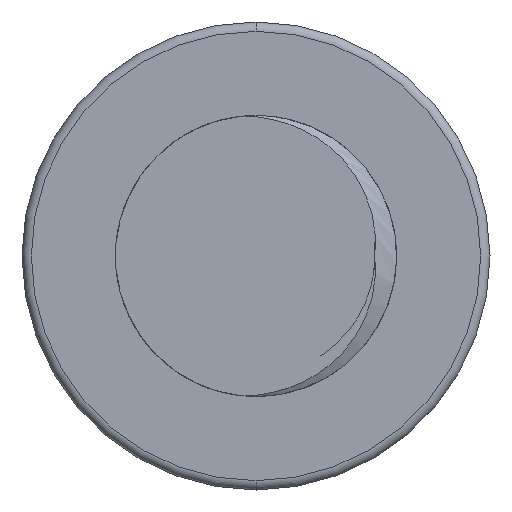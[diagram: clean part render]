
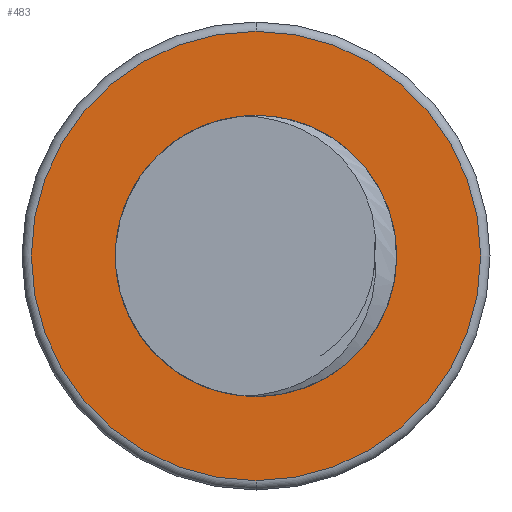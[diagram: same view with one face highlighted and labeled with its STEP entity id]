
A CAD part, front view. The second image highlights one B-rep face of the part: STEP entity #483.
In plain terms, the highlighted planar face has unit normal (0, -1, 0).
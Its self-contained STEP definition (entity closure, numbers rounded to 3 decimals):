
#53 = EDGE_LOOP ( 'NONE', ( #895, #5382 ) ) ;
#89 = DIRECTION ( 'NONE',  ( 0., -1., 0. ) ) ;
#112 = CARTESIAN_POINT ( 'NONE',  ( 0., 0., 0. ) ) ;
#171 = EDGE_CURVE ( 'NONE', #3483, #2905, #2154, .T. ) ;
#191 = AXIS2_PLACEMENT_3D ( 'NONE', #2009, #4318, #1186 ) ;
#483 = ADVANCED_FACE ( 'NONE', ( #3708, #497 ), #1058, .F. ) ;
#497 = FACE_BOUND ( 'NONE', #53, .T. ) ;
#530 = CARTESIAN_POINT ( 'NONE',  ( 0., 0., 0. ) ) ;
#895 = ORIENTED_EDGE ( 'NONE', *, *, #1092, .T. ) ;
#1058 = PLANE ( 'NONE',  #4329 ) ;
#1092 = EDGE_CURVE ( 'NONE', #2905, #3483, #4522, .T. ) ;
#1186 = DIRECTION ( 'NONE',  ( 0., 0., 1. ) ) ;
#1718 = EDGE_CURVE ( 'NONE', #4343, #4509, #5362, .T. ) ;
#1814 = CARTESIAN_POINT ( 'NONE',  ( 0., 0., 2.397 ) ) ;
#2009 = CARTESIAN_POINT ( 'NONE',  ( 0., 0., 0. ) ) ;
#2149 = AXIS2_PLACEMENT_3D ( 'NONE', #112, #5442, #4619 ) ;
#2154 = CIRCLE ( 'NONE', #2625, 1.5 ) ;
#2371 = CARTESIAN_POINT ( 'NONE',  ( 0., 0., -1.5 ) ) ;
#2512 = CARTESIAN_POINT ( 'NONE',  ( 0., 0., 0. ) ) ;
#2586 = CIRCLE ( 'NONE', #5036, 2.397 ) ;
#2625 = AXIS2_PLACEMENT_3D ( 'NONE', #2512, #5598, #4789 ) ;
#2751 = DIRECTION ( 'NONE',  ( 0., 1., 0. ) ) ;
#2905 = VERTEX_POINT ( 'NONE', #5046 ) ;
#3483 = VERTEX_POINT ( 'NONE', #2371 ) ;
#3708 = FACE_OUTER_BOUND ( 'NONE', #5589, .T. ) ;
#3850 = CARTESIAN_POINT ( 'NONE',  ( 0., 0., -2.397 ) ) ;
#4025 = EDGE_CURVE ( 'NONE', #4509, #4343, #2586, .T. ) ;
#4210 = DIRECTION ( 'NONE',  ( 0., 0., 1. ) ) ;
#4318 = DIRECTION ( 'NONE',  ( 0., 1., 0. ) ) ;
#4329 = AXIS2_PLACEMENT_3D ( 'NONE', #5024, #2751, #4210 ) ;
#4343 = VERTEX_POINT ( 'NONE', #3850 ) ;
#4509 = VERTEX_POINT ( 'NONE', #1814 ) ;
#4522 = CIRCLE ( 'NONE', #191, 1.5 ) ;
#4619 = DIRECTION ( 'NONE',  ( 0., 0., 1. ) ) ;
#4715 = ORIENTED_EDGE ( 'NONE', *, *, #1718, .T. ) ;
#4789 = DIRECTION ( 'NONE',  ( 0., 0., 1. ) ) ;
#5024 = CARTESIAN_POINT ( 'NONE',  ( 0., 0., 0. ) ) ;
#5036 = AXIS2_PLACEMENT_3D ( 'NONE', #530, #89, #5481 ) ;
#5046 = CARTESIAN_POINT ( 'NONE',  ( 0., 0., 1.5 ) ) ;
#5362 = CIRCLE ( 'NONE', #2149, 2.397 ) ;
#5382 = ORIENTED_EDGE ( 'NONE', *, *, #171, .T. ) ;
#5442 = DIRECTION ( 'NONE',  ( 0., -1., 0. ) ) ;
#5481 = DIRECTION ( 'NONE',  ( 0., 0., 1. ) ) ;
#5589 = EDGE_LOOP ( 'NONE', ( #5782, #4715 ) ) ;
#5598 = DIRECTION ( 'NONE',  ( 0., 1., 0. ) ) ;
#5782 = ORIENTED_EDGE ( 'NONE', *, *, #4025, .T. ) ;
